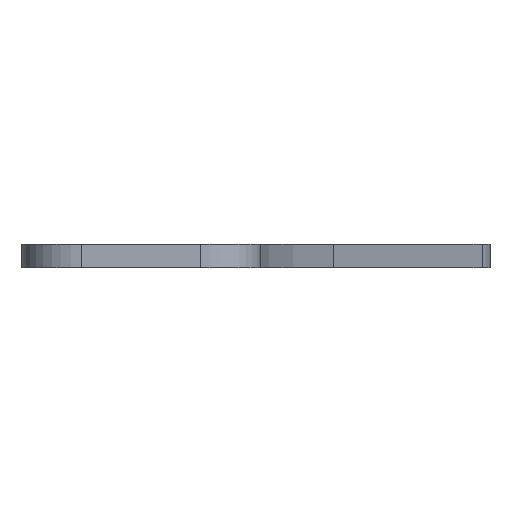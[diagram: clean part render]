
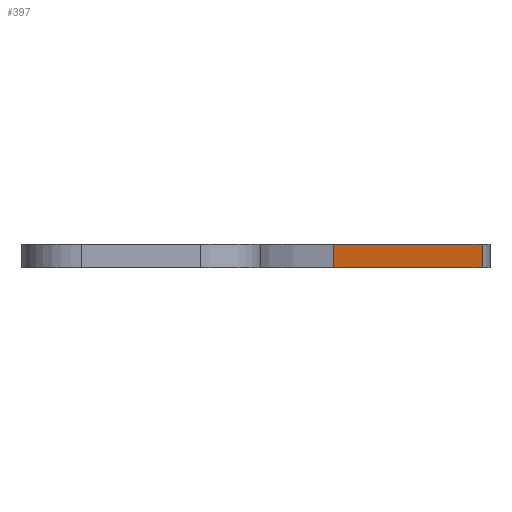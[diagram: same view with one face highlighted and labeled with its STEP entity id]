
A CAD part, front view. The second image highlights one B-rep face of the part: STEP entity #397.
In plain terms, the highlighted planar face has unit normal (0.866, -0.5, 0).
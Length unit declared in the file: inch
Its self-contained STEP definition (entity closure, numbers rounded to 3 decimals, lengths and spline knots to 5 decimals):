
#29 = CARTESIAN_POINT ( 'NONE',  ( 1.43051, 1.47772, 0.04921 ) ) ;
#32 = ORIENTED_EDGE ( 'NONE', *, *, #1139, .T. ) ;
#48 = DIRECTION ( 'NONE',  ( 0., 0., 1. ) ) ;
#81 = FACE_OUTER_BOUND ( 'NONE', #635, .T. ) ;
#82 = VERTEX_POINT ( 'NONE', #1030 ) ;
#224 = DIRECTION ( 'NONE',  ( 0., 0., -1. ) ) ;
#225 = EDGE_CURVE ( 'NONE', #902, #958, #926, .T. ) ;
#282 = CARTESIAN_POINT ( 'NONE',  ( 0.80801, 0.39952, -0.04921 ) ) ;
#285 = ORIENTED_EDGE ( 'NONE', *, *, #225, .F. ) ;
#397 = ADVANCED_FACE ( 'NONE', ( #81 ), #1046, .F. ) ;
#408 = CARTESIAN_POINT ( 'NONE',  ( 0.80801, 0.39952, 0.04921 ) ) ;
#412 = CARTESIAN_POINT ( 'NONE',  ( 1.43051, 1.47772, 0.04921 ) ) ;
#415 = CARTESIAN_POINT ( 'NONE',  ( 0.80801, 0.39952, 0.04921 ) ) ;
#422 = CARTESIAN_POINT ( 'NONE',  ( 0.80801, 0.39952, 0.04921 ) ) ;
#425 = ORIENTED_EDGE ( 'NONE', *, *, #1020, .T. ) ;
#453 = ORIENTED_EDGE ( 'NONE', *, *, #1102, .T. ) ;
#511 = DIRECTION ( 'NONE',  ( 0.5, 0.866, 0. ) ) ;
#534 = VECTOR ( 'NONE', #511, 39.37008 ) ;
#559 = VERTEX_POINT ( 'NONE', #282 ) ;
#592 = VECTOR ( 'NONE', #224, 39.37008 ) ;
#601 = VECTOR ( 'NONE', #1109, 39.37008 ) ;
#635 = EDGE_LOOP ( 'NONE', ( #425, #32, #285, #453 ) ) ;
#728 = CARTESIAN_POINT ( 'NONE',  ( 0.80801, 0.39952, 0.04921 ) ) ;
#769 = DIRECTION ( 'NONE',  ( -0.5, -0.866, 0. ) ) ;
#771 = LINE ( 'NONE', #1031, #534 ) ;
#832 = VECTOR ( 'NONE', #48, 39.37008 ) ;
#902 = VERTEX_POINT ( 'NONE', #728 ) ;
#926 = LINE ( 'NONE', #415, #601 ) ;
#958 = VERTEX_POINT ( 'NONE', #29 ) ;
#1020 = EDGE_CURVE ( 'NONE', #559, #82, #771, .T. ) ;
#1030 = CARTESIAN_POINT ( 'NONE',  ( 1.43051, 1.47772, -0.04921 ) ) ;
#1031 = CARTESIAN_POINT ( 'NONE',  ( 0.80801, 0.39952, -0.04921 ) ) ;
#1042 = LINE ( 'NONE', #408, #592 ) ;
#1046 = PLANE ( 'NONE',  #1051 ) ;
#1051 = AXIS2_PLACEMENT_3D ( 'NONE', #422, #1150, #769 ) ;
#1102 = EDGE_CURVE ( 'NONE', #902, #559, #1042, .T. ) ;
#1109 = DIRECTION ( 'NONE',  ( 0.5, 0.866, 0. ) ) ;
#1112 = LINE ( 'NONE', #412, #832 ) ;
#1139 = EDGE_CURVE ( 'NONE', #82, #958, #1112, .T. ) ;
#1150 = DIRECTION ( 'NONE',  ( -0.866, 0.5, 0. ) ) ;
